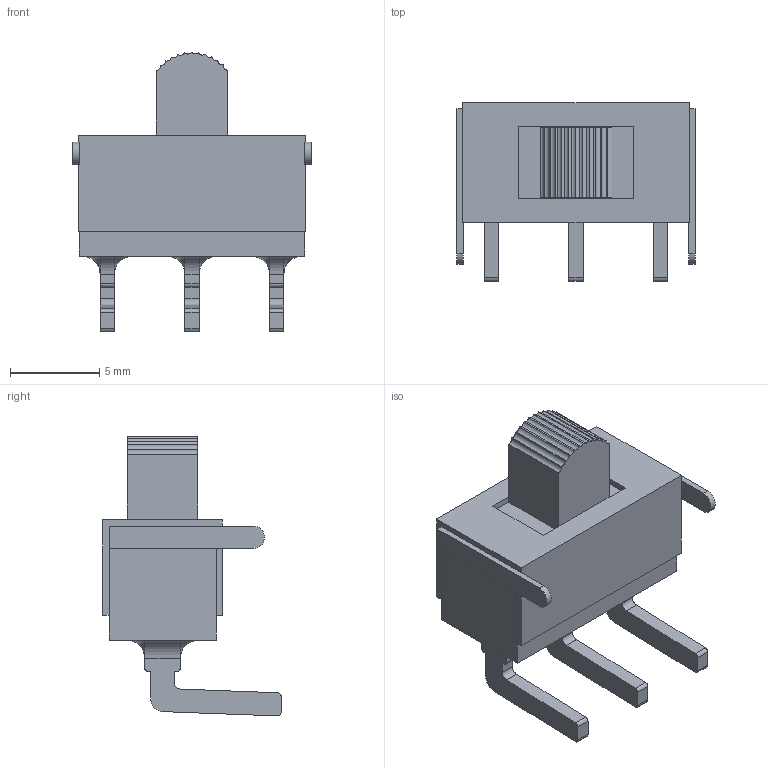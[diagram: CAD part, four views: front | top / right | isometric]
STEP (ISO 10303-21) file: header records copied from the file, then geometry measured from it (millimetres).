
FILE_DESCRIPTION (( 'STEP AP214' ), '1' );
FILE_NAME ('User Library-1103M2S3ABE2.STEP', '2016-03-30T08:55:59', ( 'Windows User' ), ( '' ), 'SwSTEP 2.0', 'SolidWorks 2016', '' );
FILE_SCHEMA (( 'AUTOMOTIVE_DESIGN' ));
Length unit declared in the file: millimetre
Products named in the file (1): User Library-1103M2S3ABE2
Bounding box: 13.35 x 10 x 15.69 mm (x, y, z)
Volume: 670.5 mm3; surface area: 661.2 mm2
Topology: 1 solids, 1 shells, 148 faces, 405 edges, 252 vertices
Faces by surface type: plane 70, cylinder 66, torus 12
Entity records: 5526 total; most frequent: DIRECTION 835, CARTESIAN_POINT 794, ORIENTED_EDGE 786, EDGE_CURVE 393, AXIS2_PLACEMENT_3D 293, VERTEX_POINT 252, LINE 249, VECTOR 249
